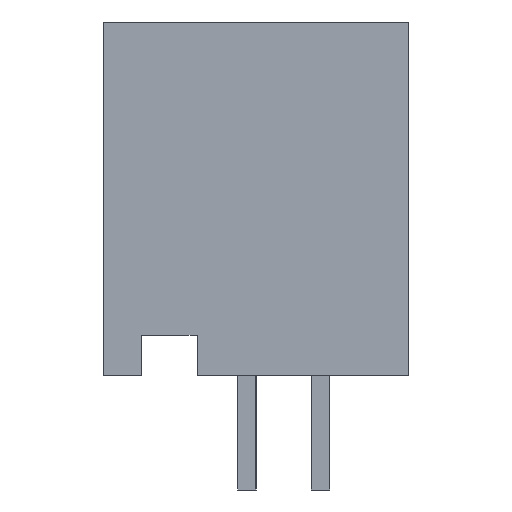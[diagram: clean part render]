
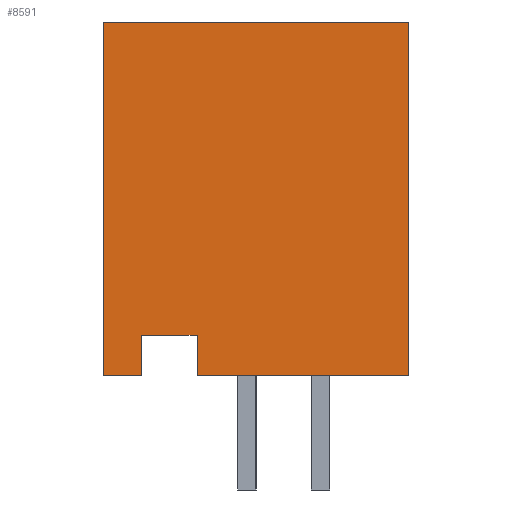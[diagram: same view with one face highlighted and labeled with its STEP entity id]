
A CAD part, left-side view. The second image highlights one B-rep face of the part: STEP entity #8591.
In plain terms, the highlighted planar face has unit normal (-1, 0, 0).
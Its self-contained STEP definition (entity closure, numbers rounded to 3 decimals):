
#667 = PLANE('',#668);
#668 = AXIS2_PLACEMENT_3D('',#669,#670,#671);
#669 = CARTESIAN_POINT('',(-13.,4.15,9.6));
#670 = DIRECTION('',(0.,-1.,0.));
#671 = DIRECTION('',(0.,0.,1.));
#831 = PLANE('',#832);
#832 = AXIS2_PLACEMENT_3D('',#833,#834,#835);
#833 = CARTESIAN_POINT('',(-13.,1.6,0.));
#834 = DIRECTION('',(0.,0.,1.));
#835 = DIRECTION('',(0.,1.,0.));
#2224 = VERTEX_POINT('',#2225);
#2225 = CARTESIAN_POINT('',(-13.,-4.15,0.));
#2239 = PLANE('',#2240);
#2240 = AXIS2_PLACEMENT_3D('',#2241,#2242,#2243);
#2241 = CARTESIAN_POINT('',(-13.,-4.15,9.6));
#2242 = DIRECTION('',(0.,1.,0.));
#2243 = DIRECTION('',(-1.,0.,0.));
#2251 = EDGE_CURVE('',#2252,#2224,#2254,.T.);
#2252 = VERTEX_POINT('',#2253);
#2253 = CARTESIAN_POINT('',(-13.,1.6,0.));
#2254 = SURFACE_CURVE('',#2255,(#2259,#2266),.PCURVE_S1.);
#2255 = LINE('',#2256,#2257);
#2256 = CARTESIAN_POINT('',(-13.,1.6,0.));
#2257 = VECTOR('',#2258,1.);
#2258 = DIRECTION('',(0.,-1.,0.));
#2259 = PCURVE('',#831,#2260);
#2260 = DEFINITIONAL_REPRESENTATION('',(#2261),#2265);
#2261 = LINE('',#2262,#2263);
#2262 = CARTESIAN_POINT('',(0.,0.));
#2263 = VECTOR('',#2264,1.);
#2264 = DIRECTION('',(-1.,0.));
#2265 = ( GEOMETRIC_REPRESENTATION_CONTEXT(2) 
PARAMETRIC_REPRESENTATION_CONTEXT() REPRESENTATION_CONTEXT('2D SPACE',''
  ) );
#2266 = PCURVE('',#2267,#2272);
#2267 = PLANE('',#2268);
#2268 = AXIS2_PLACEMENT_3D('',#2269,#2270,#2271);
#2269 = CARTESIAN_POINT('',(-13.,4.15,9.6));
#2270 = DIRECTION('',(-1.,0.,0.));
#2271 = DIRECTION('',(0.,-1.,0.));
#2272 = DEFINITIONAL_REPRESENTATION('',(#2273),#2277);
#2273 = LINE('',#2274,#2275);
#2274 = CARTESIAN_POINT('',(2.55,-9.6));
#2275 = VECTOR('',#2276,1.);
#2276 = DIRECTION('',(1.,0.));
#2277 = ( GEOMETRIC_REPRESENTATION_CONTEXT(2) 
PARAMETRIC_REPRESENTATION_CONTEXT() REPRESENTATION_CONTEXT('2D SPACE',''
  ) );
#2293 = PLANE('',#2294);
#2294 = AXIS2_PLACEMENT_3D('',#2295,#2296,#2297);
#2295 = CARTESIAN_POINT('',(-13.,1.6,0.));
#2296 = DIRECTION('',(0.,-1.,0.));
#2297 = DIRECTION('',(1.,0.,0.));
#6922 = PLANE('',#6923);
#6923 = AXIS2_PLACEMENT_3D('',#6924,#6925,#6926);
#6924 = CARTESIAN_POINT('',(-13.,4.15,9.6));
#6925 = DIRECTION('',(0.,0.,-1.));
#6926 = DIRECTION('',(0.,-1.,0.));
#6970 = VERTEX_POINT('',#6971);
#6971 = CARTESIAN_POINT('',(-13.,4.15,9.6));
#6992 = EDGE_CURVE('',#6993,#6970,#6995,.T.);
#6993 = VERTEX_POINT('',#6994);
#6994 = CARTESIAN_POINT('',(-13.,-4.15,9.6));
#6995 = SURFACE_CURVE('',#6996,(#7000,#7007),.PCURVE_S1.);
#6996 = LINE('',#6997,#6998);
#6997 = CARTESIAN_POINT('',(-13.,4.15,9.6));
#6998 = VECTOR('',#6999,1.);
#6999 = DIRECTION('',(0.,1.,0.));
#7000 = PCURVE('',#6922,#7001);
#7001 = DEFINITIONAL_REPRESENTATION('',(#7002),#7006);
#7002 = LINE('',#7003,#7004);
#7003 = CARTESIAN_POINT('',(0.,0.));
#7004 = VECTOR('',#7005,1.);
#7005 = DIRECTION('',(-1.,0.));
#7006 = ( GEOMETRIC_REPRESENTATION_CONTEXT(2) 
PARAMETRIC_REPRESENTATION_CONTEXT() REPRESENTATION_CONTEXT('2D SPACE',''
  ) );
#7007 = PCURVE('',#2267,#7008);
#7008 = DEFINITIONAL_REPRESENTATION('',(#7009),#7013);
#7009 = LINE('',#7010,#7011);
#7010 = CARTESIAN_POINT('',(0.,0.));
#7011 = VECTOR('',#7012,1.);
#7012 = DIRECTION('',(-1.,0.));
#7013 = ( GEOMETRIC_REPRESENTATION_CONTEXT(2) 
PARAMETRIC_REPRESENTATION_CONTEXT() REPRESENTATION_CONTEXT('2D SPACE',''
  ) );
#7976 = VERTEX_POINT('',#7977);
#7977 = CARTESIAN_POINT('',(-13.,4.15,0.));
#7991 = PLANE('',#7992);
#7992 = AXIS2_PLACEMENT_3D('',#7993,#7994,#7995);
#7993 = CARTESIAN_POINT('',(-13.,4.15,0.));
#7994 = DIRECTION('',(0.,0.,1.));
#7995 = DIRECTION('',(0.,1.,0.));
#8003 = EDGE_CURVE('',#6970,#7976,#8004,.T.);
#8004 = SURFACE_CURVE('',#8005,(#8009,#8016),.PCURVE_S1.);
#8005 = LINE('',#8006,#8007);
#8006 = CARTESIAN_POINT('',(-13.,4.15,9.6));
#8007 = VECTOR('',#8008,1.);
#8008 = DIRECTION('',(0.,0.,-1.));
#8009 = PCURVE('',#667,#8010);
#8010 = DEFINITIONAL_REPRESENTATION('',(#8011),#8015);
#8011 = LINE('',#8012,#8013);
#8012 = CARTESIAN_POINT('',(0.,0.));
#8013 = VECTOR('',#8014,1.);
#8014 = DIRECTION('',(-1.,0.));
#8015 = ( GEOMETRIC_REPRESENTATION_CONTEXT(2) 
PARAMETRIC_REPRESENTATION_CONTEXT() REPRESENTATION_CONTEXT('2D SPACE',''
  ) );
#8016 = PCURVE('',#2267,#8017);
#8017 = DEFINITIONAL_REPRESENTATION('',(#8018),#8022);
#8018 = LINE('',#8019,#8020);
#8019 = CARTESIAN_POINT('',(0.,0.));
#8020 = VECTOR('',#8021,1.);
#8021 = DIRECTION('',(0.,-1.));
#8022 = ( GEOMETRIC_REPRESENTATION_CONTEXT(2) 
PARAMETRIC_REPRESENTATION_CONTEXT() REPRESENTATION_CONTEXT('2D SPACE',''
  ) );
#8073 = VERTEX_POINT('',#8074);
#8074 = CARTESIAN_POINT('',(-13.,3.1,0.));
#8088 = PLANE('',#8089);
#8089 = AXIS2_PLACEMENT_3D('',#8090,#8091,#8092);
#8090 = CARTESIAN_POINT('',(-13.,3.1,0.));
#8091 = DIRECTION('',(0.,1.,0.));
#8092 = DIRECTION('',(-1.,0.,0.));
#8100 = EDGE_CURVE('',#7976,#8073,#8101,.T.);
#8101 = SURFACE_CURVE('',#8102,(#8106,#8113),.PCURVE_S1.);
#8102 = LINE('',#8103,#8104);
#8103 = CARTESIAN_POINT('',(-13.,4.15,0.));
#8104 = VECTOR('',#8105,1.);
#8105 = DIRECTION('',(0.,-1.,0.));
#8106 = PCURVE('',#7991,#8107);
#8107 = DEFINITIONAL_REPRESENTATION('',(#8108),#8112);
#8108 = LINE('',#8109,#8110);
#8109 = CARTESIAN_POINT('',(0.,0.));
#8110 = VECTOR('',#8111,1.);
#8111 = DIRECTION('',(-1.,0.));
#8112 = ( GEOMETRIC_REPRESENTATION_CONTEXT(2) 
PARAMETRIC_REPRESENTATION_CONTEXT() REPRESENTATION_CONTEXT('2D SPACE',''
  ) );
#8113 = PCURVE('',#2267,#8114);
#8114 = DEFINITIONAL_REPRESENTATION('',(#8115),#8119);
#8115 = LINE('',#8116,#8117);
#8116 = CARTESIAN_POINT('',(0.,-9.6));
#8117 = VECTOR('',#8118,1.);
#8118 = DIRECTION('',(1.,0.));
#8119 = ( GEOMETRIC_REPRESENTATION_CONTEXT(2) 
PARAMETRIC_REPRESENTATION_CONTEXT() REPRESENTATION_CONTEXT('2D SPACE',''
  ) );
#8149 = VERTEX_POINT('',#8150);
#8150 = CARTESIAN_POINT('',(-13.,3.1,1.1));
#8164 = PLANE('',#8165);
#8165 = AXIS2_PLACEMENT_3D('',#8166,#8167,#8168);
#8166 = CARTESIAN_POINT('',(-13.,3.1,1.1));
#8167 = DIRECTION('',(0.,0.,1.));
#8168 = DIRECTION('',(0.,1.,0.));
#8176 = EDGE_CURVE('',#8073,#8149,#8177,.T.);
#8177 = SURFACE_CURVE('',#8178,(#8182,#8189),.PCURVE_S1.);
#8178 = LINE('',#8179,#8180);
#8179 = CARTESIAN_POINT('',(-13.,3.1,0.));
#8180 = VECTOR('',#8181,1.);
#8181 = DIRECTION('',(0.,0.,1.));
#8182 = PCURVE('',#8088,#8183);
#8183 = DEFINITIONAL_REPRESENTATION('',(#8184),#8188);
#8184 = LINE('',#8185,#8186);
#8185 = CARTESIAN_POINT('',(0.,0.));
#8186 = VECTOR('',#8187,1.);
#8187 = DIRECTION('',(0.,1.));
#8188 = ( GEOMETRIC_REPRESENTATION_CONTEXT(2) 
PARAMETRIC_REPRESENTATION_CONTEXT() REPRESENTATION_CONTEXT('2D SPACE',''
  ) );
#8189 = PCURVE('',#2267,#8190);
#8190 = DEFINITIONAL_REPRESENTATION('',(#8191),#8195);
#8191 = LINE('',#8192,#8193);
#8192 = CARTESIAN_POINT('',(1.05,-9.6));
#8193 = VECTOR('',#8194,1.);
#8194 = DIRECTION('',(0.,1.));
#8195 = ( GEOMETRIC_REPRESENTATION_CONTEXT(2) 
PARAMETRIC_REPRESENTATION_CONTEXT() REPRESENTATION_CONTEXT('2D SPACE',''
  ) );
#8225 = VERTEX_POINT('',#8226);
#8226 = CARTESIAN_POINT('',(-13.,1.6,1.1));
#8247 = EDGE_CURVE('',#8149,#8225,#8248,.T.);
#8248 = SURFACE_CURVE('',#8249,(#8253,#8260),.PCURVE_S1.);
#8249 = LINE('',#8250,#8251);
#8250 = CARTESIAN_POINT('',(-13.,3.1,1.1));
#8251 = VECTOR('',#8252,1.);
#8252 = DIRECTION('',(0.,-1.,0.));
#8253 = PCURVE('',#8164,#8254);
#8254 = DEFINITIONAL_REPRESENTATION('',(#8255),#8259);
#8255 = LINE('',#8256,#8257);
#8256 = CARTESIAN_POINT('',(0.,0.));
#8257 = VECTOR('',#8258,1.);
#8258 = DIRECTION('',(-1.,0.));
#8259 = ( GEOMETRIC_REPRESENTATION_CONTEXT(2) 
PARAMETRIC_REPRESENTATION_CONTEXT() REPRESENTATION_CONTEXT('2D SPACE',''
  ) );
#8260 = PCURVE('',#2267,#8261);
#8261 = DEFINITIONAL_REPRESENTATION('',(#8262),#8266);
#8262 = LINE('',#8263,#8264);
#8263 = CARTESIAN_POINT('',(1.05,-8.5));
#8264 = VECTOR('',#8265,1.);
#8265 = DIRECTION('',(1.,0.));
#8266 = ( GEOMETRIC_REPRESENTATION_CONTEXT(2) 
PARAMETRIC_REPRESENTATION_CONTEXT() REPRESENTATION_CONTEXT('2D SPACE',''
  ) );
#8294 = EDGE_CURVE('',#8225,#2252,#8295,.T.);
#8295 = SURFACE_CURVE('',#8296,(#8300,#8307),.PCURVE_S1.);
#8296 = LINE('',#8297,#8298);
#8297 = CARTESIAN_POINT('',(-13.,1.6,0.));
#8298 = VECTOR('',#8299,1.);
#8299 = DIRECTION('',(0.,0.,-1.));
#8300 = PCURVE('',#2293,#8301);
#8301 = DEFINITIONAL_REPRESENTATION('',(#8302),#8306);
#8302 = LINE('',#8303,#8304);
#8303 = CARTESIAN_POINT('',(0.,0.));
#8304 = VECTOR('',#8305,1.);
#8305 = DIRECTION('',(0.,-1.));
#8306 = ( GEOMETRIC_REPRESENTATION_CONTEXT(2) 
PARAMETRIC_REPRESENTATION_CONTEXT() REPRESENTATION_CONTEXT('2D SPACE',''
  ) );
#8307 = PCURVE('',#2267,#8308);
#8308 = DEFINITIONAL_REPRESENTATION('',(#8309),#8313);
#8309 = LINE('',#8310,#8311);
#8310 = CARTESIAN_POINT('',(2.55,-9.6));
#8311 = VECTOR('',#8312,1.);
#8312 = DIRECTION('',(0.,-1.));
#8313 = ( GEOMETRIC_REPRESENTATION_CONTEXT(2) 
PARAMETRIC_REPRESENTATION_CONTEXT() REPRESENTATION_CONTEXT('2D SPACE',''
  ) );
#8366 = EDGE_CURVE('',#2224,#6993,#8367,.T.);
#8367 = SURFACE_CURVE('',#8368,(#8372,#8379),.PCURVE_S1.);
#8368 = LINE('',#8369,#8370);
#8369 = CARTESIAN_POINT('',(-13.,-4.15,9.6));
#8370 = VECTOR('',#8371,1.);
#8371 = DIRECTION('',(0.,0.,1.));
#8372 = PCURVE('',#2239,#8373);
#8373 = DEFINITIONAL_REPRESENTATION('',(#8374),#8378);
#8374 = LINE('',#8375,#8376);
#8375 = CARTESIAN_POINT('',(0.,0.));
#8376 = VECTOR('',#8377,1.);
#8377 = DIRECTION('',(0.,1.));
#8378 = ( GEOMETRIC_REPRESENTATION_CONTEXT(2) 
PARAMETRIC_REPRESENTATION_CONTEXT() REPRESENTATION_CONTEXT('2D SPACE',''
  ) );
#8379 = PCURVE('',#2267,#8380);
#8380 = DEFINITIONAL_REPRESENTATION('',(#8381),#8385);
#8381 = LINE('',#8382,#8383);
#8382 = CARTESIAN_POINT('',(8.3,0.));
#8383 = VECTOR('',#8384,1.);
#8384 = DIRECTION('',(0.,1.));
#8385 = ( GEOMETRIC_REPRESENTATION_CONTEXT(2) 
PARAMETRIC_REPRESENTATION_CONTEXT() REPRESENTATION_CONTEXT('2D SPACE',''
  ) );
#8591 = ADVANCED_FACE('',(#8592),#2267,.T.);
#8592 = FACE_BOUND('',#8593,.T.);
#8593 = EDGE_LOOP('',(#8594,#8595,#8596,#8597,#8598,#8599,#8600,#8601));
#8594 = ORIENTED_EDGE('',*,*,#8003,.T.);
#8595 = ORIENTED_EDGE('',*,*,#8100,.T.);
#8596 = ORIENTED_EDGE('',*,*,#8176,.T.);
#8597 = ORIENTED_EDGE('',*,*,#8247,.T.);
#8598 = ORIENTED_EDGE('',*,*,#8294,.T.);
#8599 = ORIENTED_EDGE('',*,*,#2251,.T.);
#8600 = ORIENTED_EDGE('',*,*,#8366,.T.);
#8601 = ORIENTED_EDGE('',*,*,#6992,.T.);
